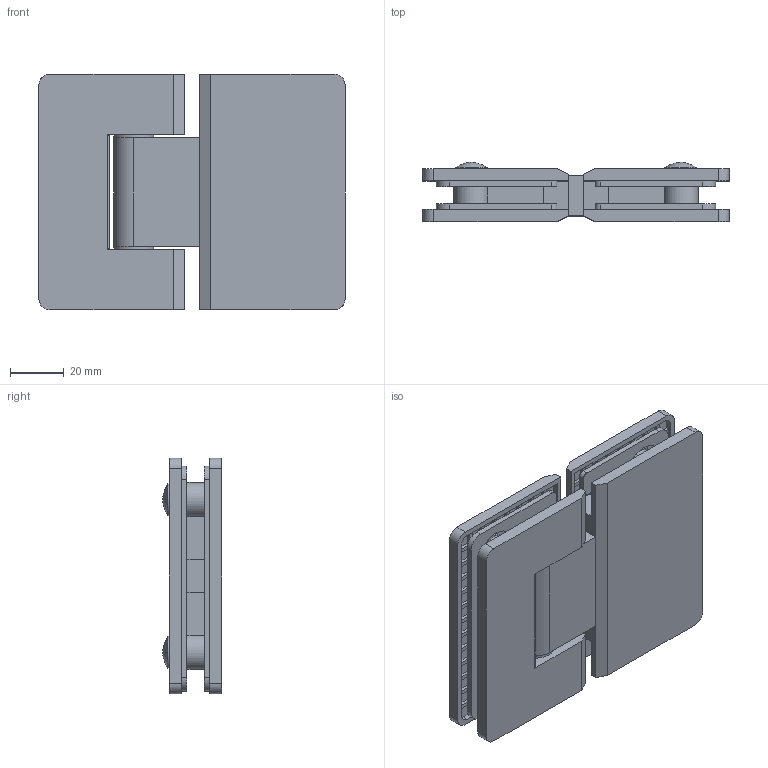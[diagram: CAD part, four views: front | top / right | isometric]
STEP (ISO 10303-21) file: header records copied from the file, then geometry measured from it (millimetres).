
FILE_DESCRIPTION(/* description */ (''),/* implementation_level */ '2;1');
FILE_NAME(/* name */ 'STEP - H31-HINGE_1705945, 1705946, 1705947, 1705948, 1705949',/* time_stamp */ '2024-09-17T16:22:08+10:00',/* author */ (''),/* organization */ (''),/* preprocessor_version */ 'ST-DEVELOPER v16.5',/* originating_system */ 'Rhino 7.37',/* authorisation */ '');
FILE_SCHEMA (('CONFIG_CONTROL_DESIGN'));
Length unit declared in the file: millimetre
Products named in the file (19): Document; 3D file-H31-HINGE_1705945~1705949; M6 x 12-12N_ISO 10642 - M6 x 12 --- 12N; ͨ��S5XXϵ�н�Ƭ; H700����; ���װ�θ�-�ɺ�; H700����_2; ��õ�����1; ���-C��ǳ�ͷM5�ݶ�_
ISO 4762 M5 x 25 --- 25N; H520�̶����; ͨ�õ�ɵ���ת��; ���GA.700��Ʒ; ��õ����ȦA-2; ISO 4027 - M5 x 10_ISO 4027 - M5 x 10-N; H710�̶���; ��õ������A1; ͨ�õ����ת�ὺ��; H700���; H510����
Assembly tree (33 placements, depth 3):
  Document
    3D file-H31-HINGE_1705945~1705949
      M6 x 12-12N_ISO 10642 - M6 x 12 --- 12N  x4
      ͨ��S5XXϵ�н�Ƭ  x4
      H700����
      ���װ�θ�-�ɺ�  x4
      H700����_2
      ��õ�����1  x2
      ���-C��ǳ�ͷM5�ݶ�_
ISO 4762 M5 x 25 --- 25N  x2
      H520�̶����
      ͨ�õ�ɵ���ת��
      ���GA.700��Ʒ
      ��õ����ȦA-2  x2
      ISO 4027 - M5 x 10_ISO 4027 - M5 x 10-N  x2
      H710�̶���
      ��õ������A1  x2
      ͨ�õ����ת�ὺ��  x2
      H700���
      H510����
Bounding box: 114.35 x 22.1 x 88 mm (x, y, z)
Volume: 118964.7 mm3; surface area: 93007.3 mm2
Topology: 32 solids, 32 shells, 2561 faces, 6482 edges, 4047 vertices
Faces by surface type: plane 1420, bspline 661, cylinder 480
Entity records: 64135 total; most frequent: CARTESIAN_POINT 28853, ORIENTED_EDGE 10088, EDGE_CURVE 5044, B_SPLINE_CURVE_WITH_KNOTS 4172, VERTEX_POINT 3243, EDGE_LOOP 2043, ADVANCED_FACE 1920, FACE_OUTER_BOUND 1920
